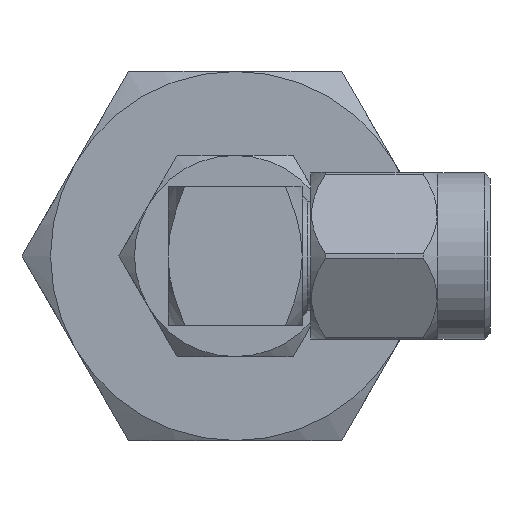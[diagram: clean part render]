
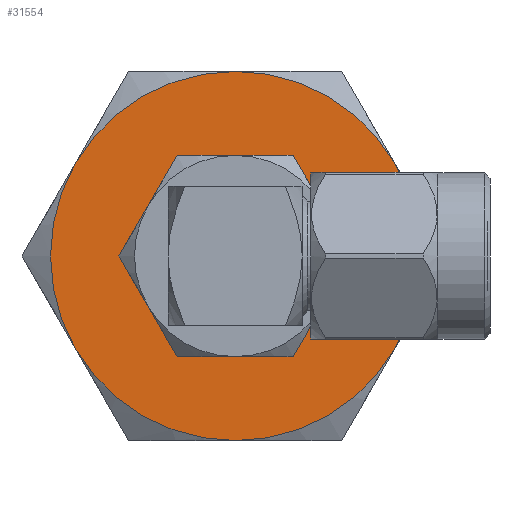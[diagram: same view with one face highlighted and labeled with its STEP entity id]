
A CAD part, left-side view. The second image highlights one B-rep face of the part: STEP entity #31554.
In plain terms, the highlighted face is planar.
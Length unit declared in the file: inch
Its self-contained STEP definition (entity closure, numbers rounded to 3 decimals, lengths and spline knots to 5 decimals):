
#556 = ORIENTED_EDGE ( 'NONE', *, *, #6334, .T. ) ;
#661 = DIRECTION ( 'NONE',  ( 0., 0., -1. ) ) ;
#916 = CARTESIAN_POINT ( 'NONE',  ( 0.8, 0., 0. ) ) ;
#1455 = VERTEX_POINT ( 'NONE', #2414 ) ;
#1903 = CARTESIAN_POINT ( 'NONE',  ( 0.8, 0.29791, -0.172 ) ) ;
#2414 = CARTESIAN_POINT ( 'NONE',  ( 0.8, 0.21651, 0. ) ) ;
#2509 = FACE_BOUND ( 'NONE', #21957, .T. ) ;
#2721 = DIRECTION ( 'NONE',  ( 0., 0., -1. ) ) ;
#3012 = EDGE_CURVE ( 'NONE', #16381, #26180, #4021, .T. ) ;
#3219 = ORIENTED_EDGE ( 'NONE', *, *, #7661, .F. ) ;
#3438 = ORIENTED_EDGE ( 'NONE', *, *, #23283, .F. ) ;
#3669 = DIRECTION ( 'NONE',  ( 0., 0.5, -0.866 ) ) ;
#3688 = DIRECTION ( 'NONE',  ( -1., 0., 0. ) ) ;
#3701 = CIRCLE ( 'NONE', #18542, 0.344 ) ;
#3823 = AXIS2_PLACEMENT_3D ( 'NONE', #9756, #14910, #2721 ) ;
#3892 = CARTESIAN_POINT ( 'NONE',  ( 0.8, 0., 0. ) ) ;
#4021 = LINE ( 'NONE', #22433, #29712 ) ;
#4693 = DIRECTION ( 'NONE',  ( 1., 0., 0. ) ) ;
#5611 = VERTEX_POINT ( 'NONE', #19352 ) ;
#5935 = DIRECTION ( 'NONE',  ( 1., 0., 0. ) ) ;
#6101 = CARTESIAN_POINT ( 'NONE',  ( 0.8, 0.10825, -0.1875 ) ) ;
#6334 = EDGE_CURVE ( 'NONE', #10770, #31134, #30431, .T. ) ;
#7650 = CARTESIAN_POINT ( 'NONE',  ( 0.8, 0., 0. ) ) ;
#7661 = EDGE_CURVE ( 'NONE', #29177, #1455, #10427, .T. ) ;
#7756 = DIRECTION ( 'NONE',  ( 0., 0., -1. ) ) ;
#7851 = LINE ( 'NONE', #16281, #12105 ) ;
#8693 = EDGE_CURVE ( 'NONE', #26180, #18490, #31123, .T. ) ;
#9756 = CARTESIAN_POINT ( 'NONE',  ( 0.8, 0., 0. ) ) ;
#10007 = DIRECTION ( 'NONE',  ( 0., 1., 0. ) ) ;
#10181 = DIRECTION ( 'NONE',  ( 0., -1., 0. ) ) ;
#10363 = CIRCLE ( 'NONE', #21221, 0.344 ) ;
#10368 = DIRECTION ( 'NONE',  ( 1., 0., 0. ) ) ;
#10427 = LINE ( 'NONE', #30906, #22348 ) ;
#10770 = VERTEX_POINT ( 'NONE', #20879 ) ;
#11731 = DIRECTION ( 'NONE',  ( 0., 0., -1. ) ) ;
#11842 = ORIENTED_EDGE ( 'NONE', *, *, #15445, .T. ) ;
#11892 = DIRECTION ( 'NONE',  ( 0., 0., -1. ) ) ;
#12105 = VECTOR ( 'NONE', #3669, 39.37008 ) ;
#12297 = CARTESIAN_POINT ( 'NONE',  ( 0.8, -0.21651, 0. ) ) ;
#12333 = LINE ( 'NONE', #25243, #17701 ) ;
#13008 = PLANE ( 'NONE',  #29229 ) ;
#13247 = FACE_OUTER_BOUND ( 'NONE', #25776, .T. ) ;
#14081 = EDGE_CURVE ( 'NONE', #1455, #16381, #12333, .T. ) ;
#14233 = ORIENTED_EDGE ( 'NONE', *, *, #3012, .F. ) ;
#14374 = EDGE_CURVE ( 'NONE', #18530, #26934, #10363, .T. ) ;
#14910 = DIRECTION ( 'NONE',  ( 1., 0., 0. ) ) ;
#15445 = EDGE_CURVE ( 'NONE', #5611, #18530, #17266, .T. ) ;
#15685 = ORIENTED_EDGE ( 'NONE', *, *, #29046, .T. ) ;
#16281 = CARTESIAN_POINT ( 'NONE',  ( 0.8, -0.21651, 0. ) ) ;
#16381 = VERTEX_POINT ( 'NONE', #22230 ) ;
#17180 = LINE ( 'NONE', #29417, #19517 ) ;
#17266 = CIRCLE ( 'NONE', #31650, 0.344 ) ;
#17701 = VECTOR ( 'NONE', #17958, 39.37008 ) ;
#17958 = DIRECTION ( 'NONE',  ( 0., -0.5, 0.866 ) ) ;
#18419 = ORIENTED_EDGE ( 'NONE', *, *, #18691, .F. ) ;
#18490 = VERTEX_POINT ( 'NONE', #12297 ) ;
#18530 = VERTEX_POINT ( 'NONE', #21838 ) ;
#18542 = AXIS2_PLACEMENT_3D ( 'NONE', #7650, #29848, #7756 ) ;
#18691 = EDGE_CURVE ( 'NONE', #28704, #29177, #17180, .T. ) ;
#18942 = ORIENTED_EDGE ( 'NONE', *, *, #14081, .F. ) ;
#19059 = CIRCLE ( 'NONE', #29600, 0.344 ) ;
#19352 = CARTESIAN_POINT ( 'NONE',  ( 0.8, -0.29791, -0.172 ) ) ;
#19470 = CARTESIAN_POINT ( 'NONE',  ( 0.8, 0., 0. ) ) ;
#19517 = VECTOR ( 'NONE', #10007, 39.37008 ) ;
#20154 = ORIENTED_EDGE ( 'NONE', *, *, #29554, .T. ) ;
#20225 = ORIENTED_EDGE ( 'NONE', *, *, #26006, .T. ) ;
#20819 = DIRECTION ( 'NONE',  ( 0., 0., 1. ) ) ;
#20879 = CARTESIAN_POINT ( 'NONE',  ( 0.8, 0., 0.344 ) ) ;
#20934 = DIRECTION ( 'NONE',  ( 0., 0., -1. ) ) ;
#21171 = DIRECTION ( 'NONE',  ( 0., 0.5, 0.866 ) ) ;
#21221 = AXIS2_PLACEMENT_3D ( 'NONE', #916, #5935, #20934 ) ;
#21593 = CARTESIAN_POINT ( 'NONE',  ( 0.8, -0.29791, 0.172 ) ) ;
#21838 = CARTESIAN_POINT ( 'NONE',  ( 0.8, 0., -0.344 ) ) ;
#21888 = CARTESIAN_POINT ( 'NONE',  ( 0.8, 0., 0. ) ) ;
#21957 = EDGE_LOOP ( 'NONE', ( #18942, #3219, #18419, #3438, #23249, #14233 ) ) ;
#21989 = CARTESIAN_POINT ( 'NONE',  ( 0.8, -0.10825, -0.1875 ) ) ;
#22201 = CARTESIAN_POINT ( 'NONE',  ( 0.8, -0.10825, 0.1875 ) ) ;
#22230 = CARTESIAN_POINT ( 'NONE',  ( 0.8, 0.10825, 0.1875 ) ) ;
#22348 = VECTOR ( 'NONE', #21171, 39.37008 ) ;
#22433 = CARTESIAN_POINT ( 'NONE',  ( 0.8, 0.10825, 0.1875 ) ) ;
#22731 = CARTESIAN_POINT ( 'NONE',  ( 0.8, 0., 0. ) ) ;
#23249 = ORIENTED_EDGE ( 'NONE', *, *, #8693, .F. ) ;
#23283 = EDGE_CURVE ( 'NONE', #18490, #28704, #7851, .T. ) ;
#23614 = VERTEX_POINT ( 'NONE', #24637 ) ;
#24637 = CARTESIAN_POINT ( 'NONE',  ( 0.8, 0.29791, 0.172 ) ) ;
#24765 = AXIS2_PLACEMENT_3D ( 'NONE', #21888, #31307, #11731 ) ;
#25243 = CARTESIAN_POINT ( 'NONE',  ( 0.8, 0.21651, 0. ) ) ;
#25776 = EDGE_LOOP ( 'NONE', ( #20225, #556, #20154, #11842, #28669, #15685 ) ) ;
#26006 = EDGE_CURVE ( 'NONE', #23614, #10770, #26788, .T. ) ;
#26180 = VERTEX_POINT ( 'NONE', #27538 ) ;
#26788 = CIRCLE ( 'NONE', #3823, 0.344 ) ;
#26934 = VERTEX_POINT ( 'NONE', #1903 ) ;
#27538 = CARTESIAN_POINT ( 'NONE',  ( 0.8, -0.10825, 0.1875 ) ) ;
#28669 = ORIENTED_EDGE ( 'NONE', *, *, #14374, .T. ) ;
#28704 = VERTEX_POINT ( 'NONE', #21989 ) ;
#29046 = EDGE_CURVE ( 'NONE', #26934, #23614, #19059, .T. ) ;
#29177 = VERTEX_POINT ( 'NONE', #6101 ) ;
#29229 = AXIS2_PLACEMENT_3D ( 'NONE', #3892, #3688, #20819 ) ;
#29417 = CARTESIAN_POINT ( 'NONE',  ( 0.8, -0.10825, -0.1875 ) ) ;
#29554 = EDGE_CURVE ( 'NONE', #31134, #5611, #3701, .T. ) ;
#29586 = VECTOR ( 'NONE', #29895, 39.37008 ) ;
#29600 = AXIS2_PLACEMENT_3D ( 'NONE', #22731, #10368, #661 ) ;
#29712 = VECTOR ( 'NONE', #10181, 39.37008 ) ;
#29848 = DIRECTION ( 'NONE',  ( 1., 0., 0. ) ) ;
#29895 = DIRECTION ( 'NONE',  ( 0., -0.5, -0.866 ) ) ;
#30431 = CIRCLE ( 'NONE', #24765, 0.344 ) ;
#30906 = CARTESIAN_POINT ( 'NONE',  ( 0.8, 0.10825, -0.1875 ) ) ;
#31123 = LINE ( 'NONE', #22201, #29586 ) ;
#31134 = VERTEX_POINT ( 'NONE', #21593 ) ;
#31307 = DIRECTION ( 'NONE',  ( 1., 0., 0. ) ) ;
#31554 = ADVANCED_FACE ( 'NONE', ( #2509, #13247 ), #13008, .F. ) ;
#31650 = AXIS2_PLACEMENT_3D ( 'NONE', #19470, #4693, #11892 ) ;
